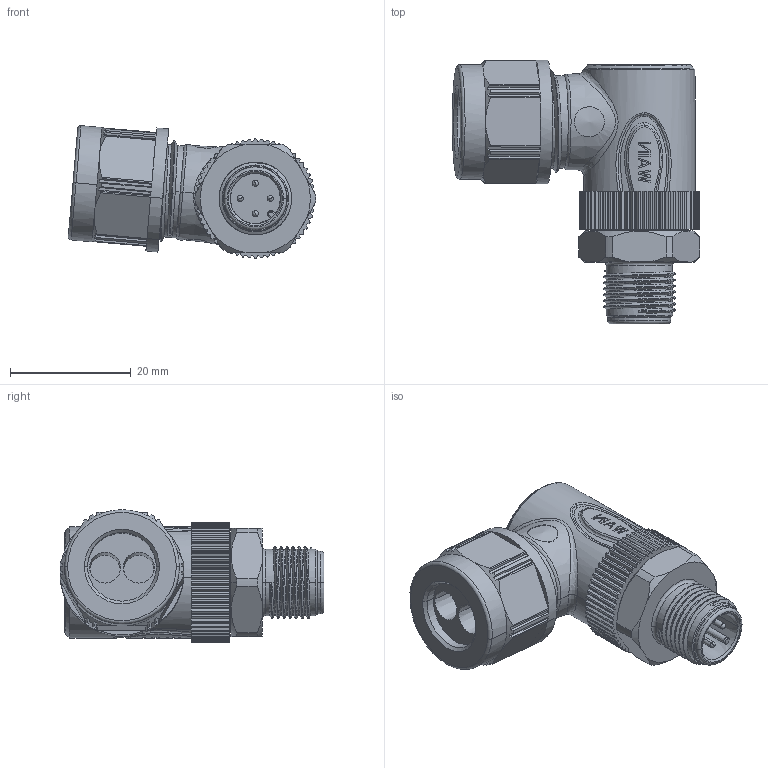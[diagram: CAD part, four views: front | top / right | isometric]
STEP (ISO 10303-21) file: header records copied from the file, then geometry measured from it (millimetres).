
FILE_DESCRIPTION(/* description */ (''),/* implementation_level */ '2;1');
FILE_NAME(/* name */ 'm12s-m04a-s-2D5_stp.stp',/* time_stamp */ '2024-03-21T08:59:23+08:00',/* author */ (''),/* organization */ (''),/* preprocessor_version */ 'ST-DEVELOPER v18.1',/* originating_system */ 'SIEMENS PLM Software NX 1980',/* authorisation */ '');
FILE_SCHEMA (('AUTOMOTIVE_DESIGN { 1 0 10303 214 3 1 1 1 }'));
Length unit declared in the file: millimetre
Products named in the file (1): m12s-m04a-s-2D5_stp
Bounding box: 40.97 x 43.7 x 21.96 mm (x, y, z)
Volume: 14587.8 mm3; surface area: 7977.5 mm2
Topology: 1 solids, 1 shells, 689 faces, 1901 edges, 1233 vertices
Faces by surface type: plane 305, cylinder 254, cone 62, bspline 38, torus 22, sphere 8
Entity records: 40735 total; most frequent: CARTESIAN_POINT 19458, ORIENTED_EDGE 3786, DIRECTION 3140, EDGE_CURVE 1893, VERTEX_POINT 1233, AXIS2_PLACEMENT_3D 1144, LINE 852, VECTOR 852
